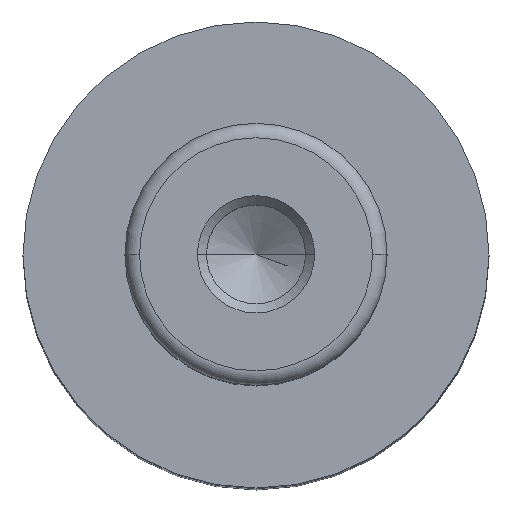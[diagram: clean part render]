
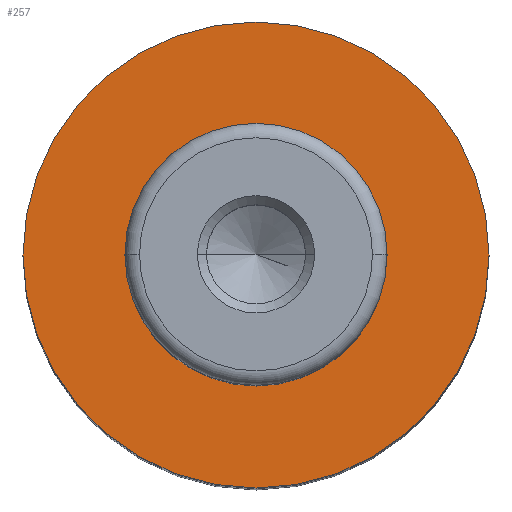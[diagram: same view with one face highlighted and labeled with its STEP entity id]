
A CAD part, top view. The second image highlights one B-rep face of the part: STEP entity #257.
In plain terms, the highlighted planar face has unit normal (0, 0, 1).
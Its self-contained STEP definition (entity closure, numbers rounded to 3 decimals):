
#1 = AXIS2_PLACEMENT_3D ( 'NONE', #120, #13, #145 ) ;
#13 = DIRECTION ( 'NONE',  ( 0., 0., 1. ) ) ;
#17 = ORIENTED_EDGE ( 'NONE', *, *, #327, .T. ) ;
#28 = CARTESIAN_POINT ( 'NONE',  ( 0., 0., 78. ) ) ;
#56 = PLANE ( 'NONE',  #1 ) ;
#89 = AXIS2_PLACEMENT_3D ( 'NONE', #1104, #111, #781 ) ;
#100 = ORIENTED_EDGE ( 'NONE', *, *, #371, .F. ) ;
#111 = DIRECTION ( 'NONE',  ( 0., 0., -1. ) ) ;
#120 = CARTESIAN_POINT ( 'NONE',  ( -9., 0., 78. ) ) ;
#145 = DIRECTION ( 'NONE',  ( 1., 0., 0. ) ) ;
#154 = DIRECTION ( 'NONE',  ( -1., 0., 0. ) ) ;
#171 = EDGE_CURVE ( 'NONE', #409, #785, #865, .T. ) ;
#209 = CARTESIAN_POINT ( 'NONE',  ( 16., 0., 78. ) ) ;
#257 = ADVANCED_FACE ( 'NONE', ( #1124, #408 ), #56, .T. ) ;
#308 = VERTEX_POINT ( 'NONE', #941 ) ;
#327 = EDGE_CURVE ( 'NONE', #785, #409, #525, .T. ) ;
#371 = EDGE_CURVE ( 'NONE', #749, #308, #709, .T. ) ;
#384 = EDGE_CURVE ( 'NONE', #308, #749, #681, .T. ) ;
#408 = FACE_OUTER_BOUND ( 'NONE', #442, .T. ) ;
#409 = VERTEX_POINT ( 'NONE', #1136 ) ;
#442 = EDGE_LOOP ( 'NONE', ( #1190, #100 ) ) ;
#448 = DIRECTION ( 'NONE',  ( 0., 0., -1. ) ) ;
#525 = CIRCLE ( 'NONE', #687, 9. ) ;
#532 = CARTESIAN_POINT ( 'NONE',  ( 0., 0., 78. ) ) ;
#541 = DIRECTION ( 'NONE',  ( 0., 0., -1. ) ) ;
#681 = CIRCLE ( 'NONE', #975, 16. ) ;
#687 = AXIS2_PLACEMENT_3D ( 'NONE', #28, #541, #855 ) ;
#709 = CIRCLE ( 'NONE', #869, 16. ) ;
#749 = VERTEX_POINT ( 'NONE', #209 ) ;
#781 = DIRECTION ( 'NONE',  ( -1., 0., 0. ) ) ;
#785 = VERTEX_POINT ( 'NONE', #851 ) ;
#851 = CARTESIAN_POINT ( 'NONE',  ( -9., 0., 78. ) ) ;
#855 = DIRECTION ( 'NONE',  ( -1., 0., 0. ) ) ;
#865 = CIRCLE ( 'NONE', #89, 9. ) ;
#869 = AXIS2_PLACEMENT_3D ( 'NONE', #532, #448, #154 ) ;
#885 = EDGE_LOOP ( 'NONE', ( #17, #1168 ) ) ;
#941 = CARTESIAN_POINT ( 'NONE',  ( -16., 0., 78. ) ) ;
#969 = DIRECTION ( 'NONE',  ( 0., 0., -1. ) ) ;
#975 = AXIS2_PLACEMENT_3D ( 'NONE', #987, #969, #1022 ) ;
#987 = CARTESIAN_POINT ( 'NONE',  ( 0., 0., 78. ) ) ;
#1022 = DIRECTION ( 'NONE',  ( -1., 0., 0. ) ) ;
#1104 = CARTESIAN_POINT ( 'NONE',  ( 0., 0., 78. ) ) ;
#1124 = FACE_BOUND ( 'NONE', #885, .T. ) ;
#1136 = CARTESIAN_POINT ( 'NONE',  ( 9., 0., 78. ) ) ;
#1168 = ORIENTED_EDGE ( 'NONE', *, *, #171, .T. ) ;
#1190 = ORIENTED_EDGE ( 'NONE', *, *, #384, .F. ) ;
